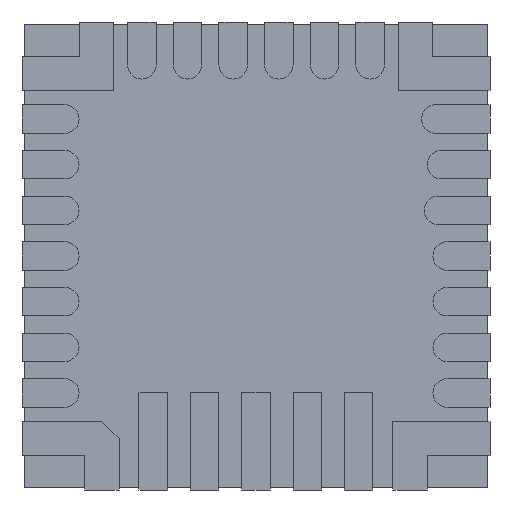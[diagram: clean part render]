
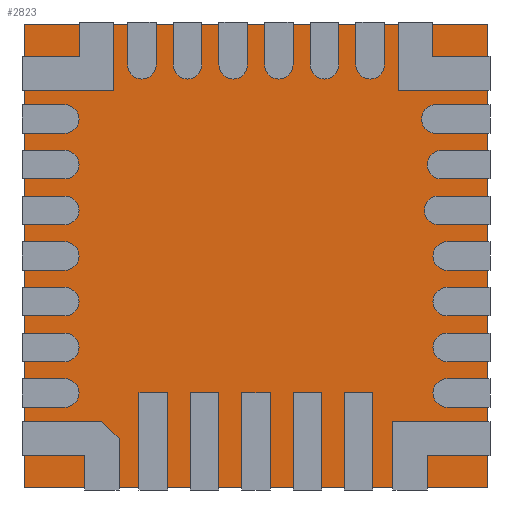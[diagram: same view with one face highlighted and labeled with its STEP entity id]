
A CAD part, front view. The second image highlights one B-rep face of the part: STEP entity #2823.
In plain terms, the highlighted planar face has unit normal (0, -1, 0).
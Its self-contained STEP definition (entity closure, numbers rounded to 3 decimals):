
#80=PLANE('',#3059);
#251=FACE_OUTER_BOUND('',#443,.T.);
#443=EDGE_LOOP('',(#2041,#2042,#2043,#2044));
#628=LINE('',#4110,#976);
#632=LINE('',#4118,#980);
#635=LINE('',#4124,#983);
#638=LINE('',#4129,#986);
#976=VECTOR('',#3296,10.);
#980=VECTOR('',#3302,10.);
#983=VECTOR('',#3307,10.);
#986=VECTOR('',#3312,10.);
#1367=VERTEX_POINT('',#4108);
#1368=VERTEX_POINT('',#4109);
#1371=VERTEX_POINT('',#4117);
#1373=VERTEX_POINT('',#4123);
#1628=EDGE_CURVE('',#1367,#1368,#628,.T.);
#1632=EDGE_CURVE('',#1368,#1371,#632,.T.);
#1635=EDGE_CURVE('',#1371,#1373,#635,.T.);
#1638=EDGE_CURVE('',#1373,#1367,#638,.T.);
#2041=ORIENTED_EDGE('',*,*,#1628,.T.);
#2042=ORIENTED_EDGE('',*,*,#1632,.T.);
#2043=ORIENTED_EDGE('',*,*,#1635,.T.);
#2044=ORIENTED_EDGE('',*,*,#1638,.T.);
#2823=ADVANCED_FACE('',(#251),#80,.F.);
#3059=AXIS2_PLACEMENT_3D('',#4132,#3316,#3317);
#3296=DIRECTION('',(-1.,0.,0.));
#3302=DIRECTION('',(0.,0.,-1.));
#3307=DIRECTION('',(1.,0.,0.));
#3312=DIRECTION('',(0.,0.,1.));
#3316=DIRECTION('center_axis',(0.,1.,0.));
#3317=DIRECTION('ref_axis',(1.,0.,0.));
#4108=CARTESIAN_POINT('',(2.03,0.,2.03));
#4109=CARTESIAN_POINT('',(-2.03,0.,2.03));
#4110=CARTESIAN_POINT('',(-1.015,0.,2.03));
#4117=CARTESIAN_POINT('',(-2.03,0.,-2.03));
#4118=CARTESIAN_POINT('',(-2.03,0.,-1.015));
#4123=CARTESIAN_POINT('',(2.03,0.,-2.03));
#4124=CARTESIAN_POINT('',(1.015,0.,-2.03));
#4129=CARTESIAN_POINT('',(2.03,0.,1.015));
#4132=CARTESIAN_POINT('Origin',(0.,0.,0.));
